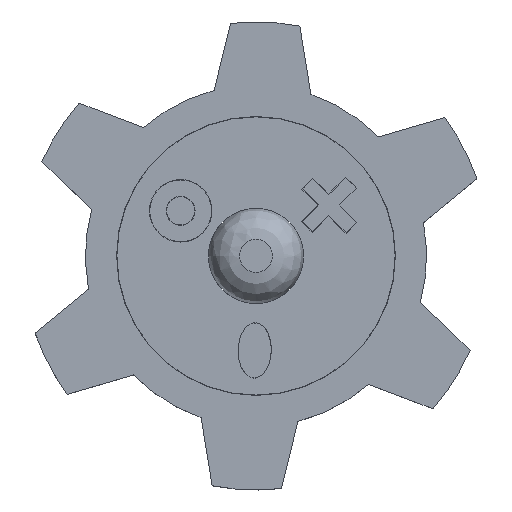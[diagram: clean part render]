
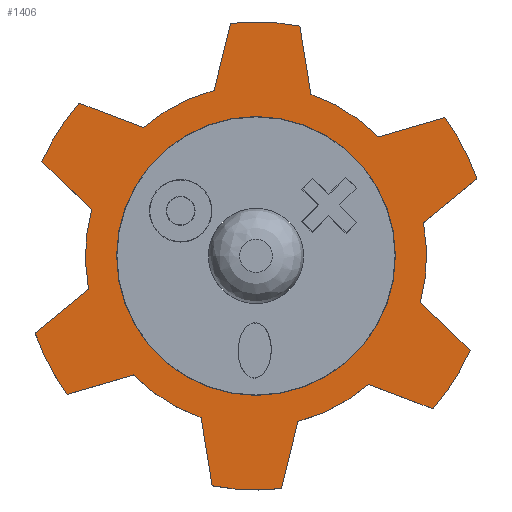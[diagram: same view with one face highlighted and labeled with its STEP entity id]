
A CAD part, top view. The second image highlights one B-rep face of the part: STEP entity #1406.
In plain terms, the highlighted planar face has unit normal (0, 0, 1).
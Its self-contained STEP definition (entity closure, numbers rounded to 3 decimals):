
#84=FACE_BOUND('',#281,.T.);
#99=CIRCLE('',#1555,55.584);
#113=CIRCLE('',#1572,76.2);
#114=CIRCLE('',#1575,55.584);
#115=CIRCLE('',#1578,76.2);
#116=CIRCLE('',#1581,55.584);
#117=CIRCLE('',#1584,76.2);
#118=CIRCLE('',#1587,55.584);
#119=CIRCLE('',#1590,76.2);
#120=CIRCLE('',#1593,55.584);
#121=CIRCLE('',#1596,76.2);
#122=CIRCLE('',#1599,55.584);
#123=CIRCLE('',#1602,76.2);
#124=CIRCLE('',#1603,45.403);
#197=FACE_OUTER_BOUND('',#280,.T.);
#280=EDGE_LOOP('',(#1062,#1063,#1064,#1065,#1066,#1067,#1068,#1069,#1070,
#1071,#1072,#1073,#1074,#1075,#1076,#1077,#1078,#1079,#1080,#1081,#1082,
#1083,#1084,#1085));
#281=EDGE_LOOP('',(#1086));
#353=LINE('',#2140,#490);
#358=LINE('',#2154,#495);
#372=LINE('',#2209,#509);
#376=LINE('',#2217,#513);
#378=LINE('',#2225,#515);
#382=LINE('',#2233,#519);
#384=LINE('',#2241,#521);
#388=LINE('',#2249,#525);
#390=LINE('',#2257,#527);
#394=LINE('',#2265,#531);
#396=LINE('',#2273,#533);
#400=LINE('',#2281,#537);
#490=VECTOR('',#1706,10.);
#495=VECTOR('',#1719,10.);
#509=VECTOR('',#1765,10.);
#513=VECTOR('',#1775,10.);
#515=VECTOR('',#1783,10.);
#519=VECTOR('',#1793,10.);
#521=VECTOR('',#1801,10.);
#525=VECTOR('',#1811,10.);
#527=VECTOR('',#1819,10.);
#531=VECTOR('',#1829,10.);
#533=VECTOR('',#1837,10.);
#537=VECTOR('',#1847,10.);
#627=VERTEX_POINT('',#2138);
#628=VERTEX_POINT('',#2139);
#631=VERTEX_POINT('',#2147);
#633=VERTEX_POINT('',#2153);
#656=VERTEX_POINT('',#2203);
#657=VERTEX_POINT('',#2207);
#658=VERTEX_POINT('',#2208);
#659=VERTEX_POINT('',#2213);
#660=VERTEX_POINT('',#2219);
#661=VERTEX_POINT('',#2223);
#662=VERTEX_POINT('',#2224);
#663=VERTEX_POINT('',#2229);
#664=VERTEX_POINT('',#2235);
#665=VERTEX_POINT('',#2239);
#666=VERTEX_POINT('',#2240);
#667=VERTEX_POINT('',#2245);
#668=VERTEX_POINT('',#2251);
#669=VERTEX_POINT('',#2255);
#670=VERTEX_POINT('',#2256);
#671=VERTEX_POINT('',#2261);
#672=VERTEX_POINT('',#2267);
#673=VERTEX_POINT('',#2271);
#674=VERTEX_POINT('',#2272);
#675=VERTEX_POINT('',#2277);
#676=VERTEX_POINT('',#2284);
#754=EDGE_CURVE('',#627,#628,#353,.T.);
#758=EDGE_CURVE('',#628,#631,#99,.T.);
#761=EDGE_CURVE('',#631,#633,#358,.T.);
#786=EDGE_CURVE('',#656,#627,#113,.T.);
#788=EDGE_CURVE('',#657,#658,#372,.T.);
#791=EDGE_CURVE('',#658,#659,#114,.T.);
#793=EDGE_CURVE('',#659,#656,#376,.T.);
#794=EDGE_CURVE('',#660,#657,#115,.T.);
#796=EDGE_CURVE('',#661,#662,#378,.T.);
#799=EDGE_CURVE('',#662,#663,#116,.T.);
#801=EDGE_CURVE('',#663,#660,#382,.T.);
#802=EDGE_CURVE('',#664,#661,#117,.T.);
#804=EDGE_CURVE('',#665,#666,#384,.T.);
#807=EDGE_CURVE('',#666,#667,#118,.T.);
#809=EDGE_CURVE('',#667,#664,#388,.T.);
#810=EDGE_CURVE('',#668,#665,#119,.T.);
#812=EDGE_CURVE('',#669,#670,#390,.T.);
#815=EDGE_CURVE('',#670,#671,#120,.T.);
#817=EDGE_CURVE('',#671,#668,#394,.T.);
#818=EDGE_CURVE('',#672,#669,#121,.T.);
#820=EDGE_CURVE('',#673,#674,#396,.T.);
#823=EDGE_CURVE('',#674,#675,#122,.T.);
#825=EDGE_CURVE('',#675,#672,#400,.T.);
#826=EDGE_CURVE('',#633,#673,#123,.T.);
#827=EDGE_CURVE('',#676,#676,#124,.T.);
#1062=ORIENTED_EDGE('',*,*,#761,.T.);
#1063=ORIENTED_EDGE('',*,*,#826,.T.);
#1064=ORIENTED_EDGE('',*,*,#820,.T.);
#1065=ORIENTED_EDGE('',*,*,#823,.T.);
#1066=ORIENTED_EDGE('',*,*,#825,.T.);
#1067=ORIENTED_EDGE('',*,*,#818,.T.);
#1068=ORIENTED_EDGE('',*,*,#812,.T.);
#1069=ORIENTED_EDGE('',*,*,#815,.T.);
#1070=ORIENTED_EDGE('',*,*,#817,.T.);
#1071=ORIENTED_EDGE('',*,*,#810,.T.);
#1072=ORIENTED_EDGE('',*,*,#804,.T.);
#1073=ORIENTED_EDGE('',*,*,#807,.T.);
#1074=ORIENTED_EDGE('',*,*,#809,.T.);
#1075=ORIENTED_EDGE('',*,*,#802,.T.);
#1076=ORIENTED_EDGE('',*,*,#796,.T.);
#1077=ORIENTED_EDGE('',*,*,#799,.T.);
#1078=ORIENTED_EDGE('',*,*,#801,.T.);
#1079=ORIENTED_EDGE('',*,*,#794,.T.);
#1080=ORIENTED_EDGE('',*,*,#788,.T.);
#1081=ORIENTED_EDGE('',*,*,#791,.T.);
#1082=ORIENTED_EDGE('',*,*,#793,.T.);
#1083=ORIENTED_EDGE('',*,*,#786,.T.);
#1084=ORIENTED_EDGE('',*,*,#754,.T.);
#1085=ORIENTED_EDGE('',*,*,#758,.T.);
#1086=ORIENTED_EDGE('',*,*,#827,.T.);
#1340=PLANE('',#1601);
#1406=ADVANCED_FACE('',(#197,#84),#1340,.T.);
#1555=AXIS2_PLACEMENT_3D('',#2148,#1712,#1713);
#1572=AXIS2_PLACEMENT_3D('',#2204,#1760,#1761);
#1575=AXIS2_PLACEMENT_3D('',#2214,#1770,#1771);
#1578=AXIS2_PLACEMENT_3D('',#2220,#1778,#1779);
#1581=AXIS2_PLACEMENT_3D('',#2230,#1788,#1789);
#1584=AXIS2_PLACEMENT_3D('',#2236,#1796,#1797);
#1587=AXIS2_PLACEMENT_3D('',#2246,#1806,#1807);
#1590=AXIS2_PLACEMENT_3D('',#2252,#1814,#1815);
#1593=AXIS2_PLACEMENT_3D('',#2262,#1824,#1825);
#1596=AXIS2_PLACEMENT_3D('',#2268,#1832,#1833);
#1599=AXIS2_PLACEMENT_3D('',#2278,#1842,#1843);
#1601=AXIS2_PLACEMENT_3D('',#2282,#1848,#1849);
#1602=AXIS2_PLACEMENT_3D('',#2283,#1850,#1851);
#1603=AXIS2_PLACEMENT_3D('',#2285,#1852,#1853);
#1706=DIRECTION('',(0.722,-0.692,0.));
#1712=DIRECTION('center_axis',(0.,0.,1.));
#1713=DIRECTION('ref_axis',(0.5,-0.866,0.));
#1719=DIRECTION('',(-0.775,-0.632,0.));
#1760=DIRECTION('center_axis',(0.,0.,1.));
#1761=DIRECTION('ref_axis',(1.,0.,0.));
#1765=DIRECTION('',(-0.238,-0.971,0.));
#1770=DIRECTION('center_axis',(0.,0.,1.));
#1771=DIRECTION('ref_axis',(-0.5,-0.866,0.));
#1775=DIRECTION('',(-0.935,0.355,0.));
#1778=DIRECTION('center_axis',(0.,0.,1.));
#1779=DIRECTION('ref_axis',(1.,0.,0.));
#1783=DIRECTION('',(-0.96,-0.279,0.));
#1788=DIRECTION('center_axis',(0.,0.,1.));
#1789=DIRECTION('ref_axis',(-1.,0.,0.));
#1793=DIRECTION('',(-0.16,0.987,0.));
#1796=DIRECTION('center_axis',(0.,0.,1.));
#1797=DIRECTION('ref_axis',(1.,0.,0.));
#1801=DIRECTION('',(-0.722,0.692,0.));
#1806=DIRECTION('center_axis',(0.,0.,1.));
#1807=DIRECTION('ref_axis',(-0.5,0.866,0.));
#1811=DIRECTION('',(0.775,0.632,0.));
#1814=DIRECTION('center_axis',(0.,0.,1.));
#1815=DIRECTION('ref_axis',(1.,0.,0.));
#1819=DIRECTION('',(0.238,0.971,0.));
#1824=DIRECTION('center_axis',(0.,0.,1.));
#1825=DIRECTION('ref_axis',(0.5,0.866,0.));
#1829=DIRECTION('',(0.935,-0.355,0.));
#1832=DIRECTION('center_axis',(0.,0.,1.));
#1833=DIRECTION('ref_axis',(1.,0.,0.));
#1837=DIRECTION('',(0.96,0.279,0.));
#1842=DIRECTION('center_axis',(0.,0.,1.));
#1843=DIRECTION('ref_axis',(1.,0.,0.));
#1847=DIRECTION('',(0.16,-0.987,0.));
#1848=DIRECTION('center_axis',(0.,0.,1.));
#1849=DIRECTION('ref_axis',(1.,0.,0.));
#1850=DIRECTION('center_axis',(0.,0.,1.));
#1851=DIRECTION('ref_axis',(1.,0.,0.));
#1852=DIRECTION('center_axis',(0.,0.,-1.));
#1853=DIRECTION('ref_axis',(1.,0.,0.));
#2138=CARTESIAN_POINT('',(-69.744,30.696,2.));
#2139=CARTESIAN_POINT('',(-53.488,15.117,2.));
#2140=CARTESIAN_POINT('',(-35.772,-1.861,2.));
#2147=CARTESIAN_POINT('',(-54.521,-10.814,2.));
#2148=CARTESIAN_POINT('Origin',(0.,0.,2.));
#2153=CARTESIAN_POINT('',(-71.965,-25.049,2.));
#2154=CARTESIAN_POINT('',(-44.232,-2.416,2.));
#2203=CARTESIAN_POINT('',(-57.676,49.799,2.));
#2204=CARTESIAN_POINT('Origin',(0.,0.,
2.));
#2207=CARTESIAN_POINT('',(-8.288,75.748,2.));
#2208=CARTESIAN_POINT('',(-13.652,53.881,2.));
#2209=CARTESIAN_POINT('',(-19.498,30.049,2.));
#2213=CARTESIAN_POINT('',(-36.626,41.81,2.));
#2214=CARTESIAN_POINT('Origin',(0.,0.,2.));
#2217=CARTESIAN_POINT('',(-24.209,37.098,2.));
#2219=CARTESIAN_POINT('',(14.289,74.848,2.));
#2220=CARTESIAN_POINT('Origin',(0.,0.,
2.));
#2223=CARTESIAN_POINT('',(61.455,45.052,2.));
#2224=CARTESIAN_POINT('',(39.836,38.764,2.));
#2225=CARTESIAN_POINT('',(16.274,31.91,2.));
#2229=CARTESIAN_POINT('',(17.896,52.624,2.));
#2230=CARTESIAN_POINT('Origin',(0.,0.,2.));
#2233=CARTESIAN_POINT('',(20.023,39.514,2.));
#2235=CARTESIAN_POINT('',(71.965,25.049,2.));
#2236=CARTESIAN_POINT('Origin',(0.,0.,
2.));
#2239=CARTESIAN_POINT('',(69.744,-30.696,2.));
#2240=CARTESIAN_POINT('',(53.488,-15.117,2.));
#2241=CARTESIAN_POINT('',(35.772,1.861,2.));
#2245=CARTESIAN_POINT('',(54.521,10.814,2.));
#2246=CARTESIAN_POINT('Origin',(0.,0.,2.));
#2249=CARTESIAN_POINT('',(44.232,2.416,2.));
#2251=CARTESIAN_POINT('',(57.676,-49.799,2.));
#2252=CARTESIAN_POINT('Origin',(0.,0.,
2.));
#2255=CARTESIAN_POINT('',(8.288,-75.748,2.));
#2256=CARTESIAN_POINT('',(13.652,-53.881,2.));
#2257=CARTESIAN_POINT('',(19.498,-30.049,2.));
#2261=CARTESIAN_POINT('',(36.626,-41.81,2.));
#2262=CARTESIAN_POINT('Origin',(0.,0.,2.));
#2265=CARTESIAN_POINT('',(24.209,-37.098,2.));
#2267=CARTESIAN_POINT('',(-14.289,-74.848,2.));
#2268=CARTESIAN_POINT('Origin',(0.,0.,
2.));
#2271=CARTESIAN_POINT('',(-61.455,-45.052,2.));
#2272=CARTESIAN_POINT('',(-39.836,-38.764,2.));
#2273=CARTESIAN_POINT('',(-16.274,-31.91,2.));
#2277=CARTESIAN_POINT('',(-17.896,-52.624,2.));
#2278=CARTESIAN_POINT('Origin',(0.,0.,2.));
#2281=CARTESIAN_POINT('',(-20.023,-39.514,2.));
#2282=CARTESIAN_POINT('Origin',(0.,0.,2.));
#2283=CARTESIAN_POINT('Origin',(0.,0.,
2.));
#2284=CARTESIAN_POINT('',(-45.403,0.,2.));
#2285=CARTESIAN_POINT('Origin',(0.,0.,2.));
